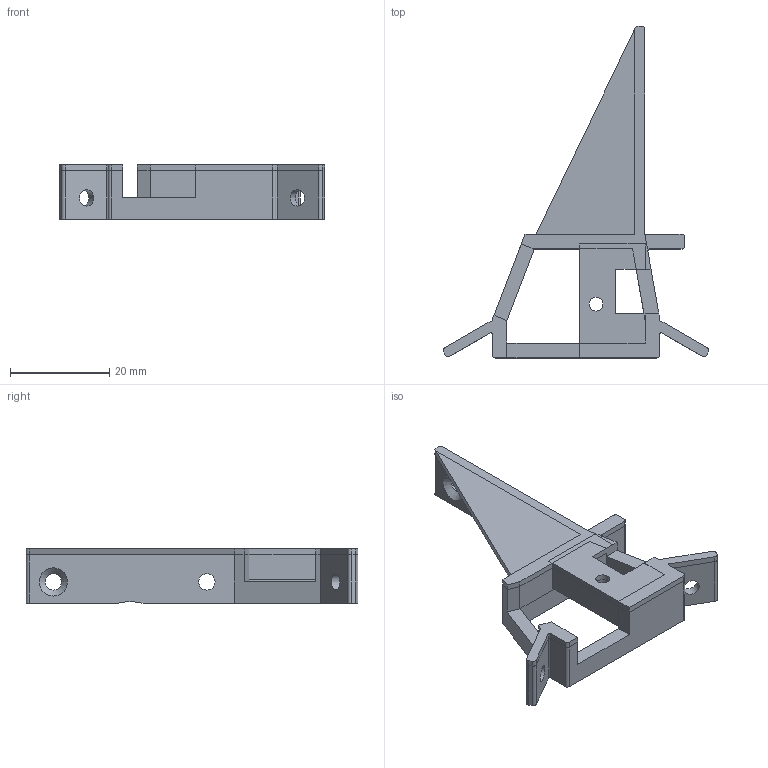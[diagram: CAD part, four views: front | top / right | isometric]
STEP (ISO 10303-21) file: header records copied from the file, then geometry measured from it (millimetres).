
FILE_DESCRIPTION(('FreeCAD Model'),'2;1');
FILE_NAME('Open CASCADE Shape Model','2024-08-10T22:37:05',(''),(''), 'Open CASCADE STEP processor 7.6','FreeCAD','Unknown');
FILE_SCHEMA(('AUTOMOTIVE_DESIGN { 1 0 10303 214 1 1 1 1 }'));
Length unit declared in the file: millimetre
Products named in the file (1): Тело
Bounding box: 53.66 x 67 x 11 mm (x, y, z)
Volume: 5767.9 mm3; surface area: 5492.7 mm2
Topology: 1 solids, 1 shells, 118 faces, 300 edges, 181 vertices
Faces by surface type: plane 84, cylinder 33, cone 1
Full cylindrical faces by diameter (mm): 2.8 x2, 3.3 x4
Entity records: 7452 total; most frequent: CARTESIAN_POINT 1278, DIRECTION 1178, LINE 809, VECTOR 809, ORIENTED_EDGE 600, PCURVE 600, DEFINITIONAL_REPRESENTATION 600, EDGE_CURVE 300
